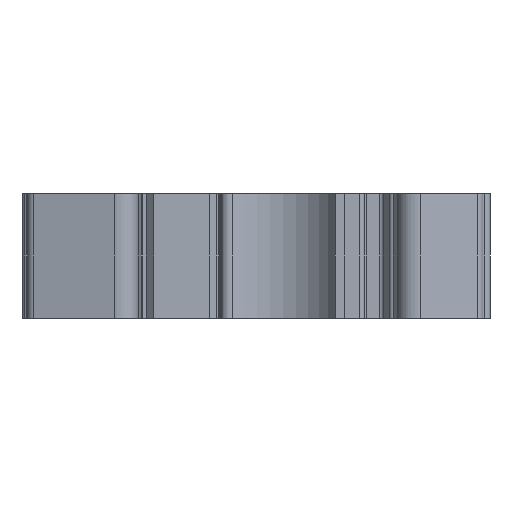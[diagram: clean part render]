
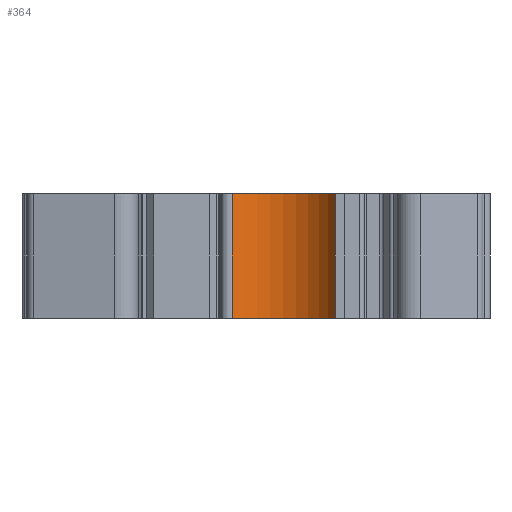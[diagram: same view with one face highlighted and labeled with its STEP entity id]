
A CAD part, front view. The second image highlights one B-rep face of the part: STEP entity #364.
In plain terms, the highlighted cylindrical face has radius 10 mm (diameter 20 mm), a partial arc.
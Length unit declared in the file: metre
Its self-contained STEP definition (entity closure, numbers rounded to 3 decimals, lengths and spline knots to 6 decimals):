
#364 = ADVANCED_FACE( '', ( #779 ), #780, .F. );
#779 = FACE_OUTER_BOUND( '', #1236, .T. );
#780 = CYLINDRICAL_SURFACE( '', #1237, 0.01 );
#1236 = EDGE_LOOP( '', ( #2384, #2385, #2386, #2387 ) );
#1237 = AXIS2_PLACEMENT_3D( '', #2388, #2389, #2390 );
#2384 = ORIENTED_EDGE( '', *, *, #3282, .T. );
#2385 = ORIENTED_EDGE( '', *, *, #2964, .T. );
#2386 = ORIENTED_EDGE( '', *, *, #3198, .F. );
#2387 = ORIENTED_EDGE( '', *, *, #3137, .F. );
#2388 = CARTESIAN_POINT( '', ( 0., -0.054698, 0. ) );
#2389 = DIRECTION( '', ( 0., 0., 1. ) );
#2390 = DIRECTION( '', ( 1., 0., 0. ) );
#2964 = EDGE_CURVE( '', #3647, #3645, #3648, .T. );
#3137 = EDGE_CURVE( '', #3921, #3923, #3924, .T. );
#3198 = EDGE_CURVE( '', #3923, #3645, #4007, .T. );
#3282 = EDGE_CURVE( '', #3921, #3647, #4104, .T. );
#3645 = VERTEX_POINT( '', #4578 );
#3647 = VERTEX_POINT( '', #4581 );
#3648 = CIRCLE( '', #4582, 0.01 );
#3921 = VERTEX_POINT( '', #4965 );
#3923 = VERTEX_POINT( '', #4967 );
#3924 = CIRCLE( '', #4968, 0.01 );
#4007 = LINE( '', #5090, #5091 );
#4104 = LINE( '', #5233, #5234 );
#4578 = CARTESIAN_POINT( '', ( 0.008661, -0.0497, -0.016004 ) );
#4581 = CARTESIAN_POINT( '', ( -0.004545, -0.045791, -0.016004 ) );
#4582 = AXIS2_PLACEMENT_3D( '', #5526, #5527, #5528 );
#4965 = CARTESIAN_POINT( '', ( -0.004545, -0.045791, 0. ) );
#4967 = CARTESIAN_POINT( '', ( 0.008661, -0.0497, 0. ) );
#4968 = AXIS2_PLACEMENT_3D( '', #5762, #5763, #5764 );
#5090 = CARTESIAN_POINT( '', ( 0.008661, -0.0497, 0. ) );
#5091 = VECTOR( '', #5828, 1. );
#5233 = CARTESIAN_POINT( '', ( -0.004545, -0.045791, 0. ) );
#5234 = VECTOR( '', #5877, 1. );
#5526 = CARTESIAN_POINT( '', ( 0., -0.054698, -0.016004 ) );
#5527 = DIRECTION( '', ( 0., 0., -1. ) );
#5528 = DIRECTION( '', ( -0.455, 0.891, 0. ) );
#5762 = CARTESIAN_POINT( '', ( 0., -0.054698, 0. ) );
#5763 = DIRECTION( '', ( 0., 0., -1. ) );
#5764 = DIRECTION( '', ( -0.455, 0.891, 0. ) );
#5828 = DIRECTION( '', ( 0., 0., -1. ) );
#5877 = DIRECTION( '', ( 0., 0., -1. ) );
